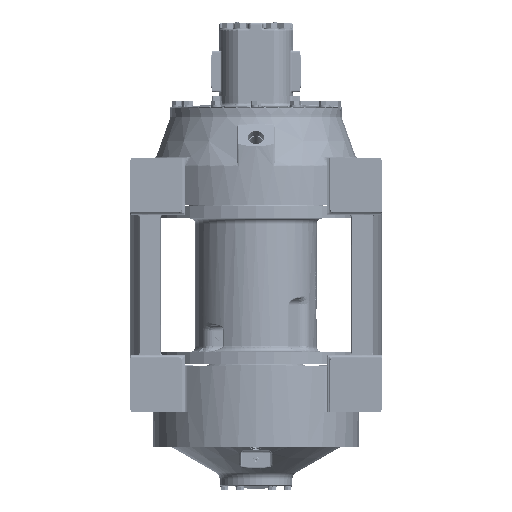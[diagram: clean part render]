
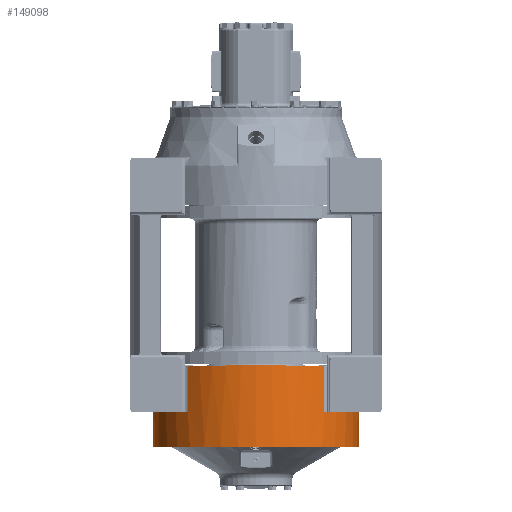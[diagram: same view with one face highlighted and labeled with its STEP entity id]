
A CAD part, front view. The second image highlights one B-rep face of the part: STEP entity #149098.
In plain terms, the highlighted cylindrical face has radius 215.9 mm (diameter 431.799 mm), a partial arc.
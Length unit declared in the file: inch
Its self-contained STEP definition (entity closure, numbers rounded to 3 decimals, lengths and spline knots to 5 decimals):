
#147979=CARTESIAN_POINT('',(0.,0.,-27.43));
#147980=DIRECTION('',(0.,0.,-1.));
#147981=DIRECTION('',(1.,0.,0.));
#147982=AXIS2_PLACEMENT_3D('',#147979,#147980,#147981);
#148030=DIRECTION('',(0.,0.,-1.));
#148031=VECTOR('',#148030,2.915);
#148032=CARTESIAN_POINT('',(-8.49999,0.,-24.515));
#148033=LINE('',#148032,#148031);
#148034=DIRECTION('',(0.,0.,-1.));
#148035=VECTOR('',#148034,3.75);
#148036=CARTESIAN_POINT('',(-5.6222,-6.375,-20.765));
#148037=LINE('',#148036,#148035);
#148038=DIRECTION('',(0.,0.,-1.));
#148039=VECTOR('',#148038,0.125);
#148040=CARTESIAN_POINT('',(-2.5,-8.12403,-20.64));
#148041=LINE('',#148040,#148039);
#148042=DIRECTION('',(0.,0.,1.));
#148043=VECTOR('',#148042,0.125);
#148044=CARTESIAN_POINT('',(2.5,-8.12403,-20.765));
#148045=LINE('',#148044,#148043);
#148046=DIRECTION('',(0.,0.,1.));
#148047=VECTOR('',#148046,3.75);
#148048=CARTESIAN_POINT('',(5.6222,-6.375,-24.515));
#148049=LINE('',#148048,#148047);
#148050=DIRECTION('',(0.,0.,1.));
#148051=VECTOR('',#148050,2.915);
#148052=CARTESIAN_POINT('',(8.49999,0.,-27.43));
#148053=LINE('',#148052,#148051);
#148071=CARTESIAN_POINT('',(0.,0.,-24.515));
#148072=DIRECTION('',(0.,0.,1.));
#148073=DIRECTION('',(-1.,0.,0.));
#148074=AXIS2_PLACEMENT_3D('',#148071,#148072,#148073);
#148182=CARTESIAN_POINT('',(0.,0.,-20.765));
#148183=DIRECTION('',(0.,0.,1.));
#148184=DIRECTION('',(-0.661,-0.75,0.));
#148185=AXIS2_PLACEMENT_3D('',#148182,#148183,#148184);
#148329=CARTESIAN_POINT('',(0.,0.,-20.765));
#148330=DIRECTION('',(0.,0.,1.));
#148331=DIRECTION('',(0.294,-0.956,0.));
#148332=AXIS2_PLACEMENT_3D('',#148329,#148330,#148331);
#148448=CARTESIAN_POINT('',(0.,0.,-24.515));
#148449=DIRECTION('',(0.,0.,1.));
#148450=DIRECTION('',(0.661,-0.75,0.));
#148451=AXIS2_PLACEMENT_3D('',#148448,#148449,#148450);
#148482=CARTESIAN_POINT('',(0.,0.,-20.64));
#148483=DIRECTION('',(0.,0.,1.));
#148484=DIRECTION('',(-0.294,-0.956,0.));
#148485=AXIS2_PLACEMENT_3D('',#148482,#148483,#148484);
#148669=CARTESIAN_POINT('',(5.6222,-6.375,-20.765));
#148670=VERTEX_POINT('',#148669);
#148681=CARTESIAN_POINT('',(2.5,-8.12403,-20.765));
#148682=VERTEX_POINT('',#148681);
#148699=CARTESIAN_POINT('',(-8.49999,0.,-27.43));
#148700=CARTESIAN_POINT('',(8.49999,0.,-27.43));
#148701=VERTEX_POINT('',#148699);
#148702=VERTEX_POINT('',#148700);
#148703=CARTESIAN_POINT('',(5.6222,-6.375,-24.515));
#148704=VERTEX_POINT('',#148703);
#148705=CARTESIAN_POINT('',(8.49999,0.,-24.515));
#148706=VERTEX_POINT('',#148705);
#148713=CARTESIAN_POINT('',(-2.5,-8.12403,-20.765));
#148714=VERTEX_POINT('',#148713);
#148715=CARTESIAN_POINT('',(-2.5,-8.12403,-20.64));
#148716=VERTEX_POINT('',#148715);
#148717=CARTESIAN_POINT('',(-8.49999,0.,-24.515));
#148718=VERTEX_POINT('',#148717);
#148734=CARTESIAN_POINT('',(2.5,-8.12403,-20.64));
#148735=VERTEX_POINT('',#148734);
#148741=CARTESIAN_POINT('',(-5.6222,-6.375,-20.765));
#148743=VERTEX_POINT('',#148741);
#148750=CARTESIAN_POINT('',(-5.6222,-6.375,-24.515));
#148751=VERTEX_POINT('',#148750);
#149070=CARTESIAN_POINT('',(0.,0.,-21.));
#149071=DIRECTION('',(0.,0.,1.));
#149072=DIRECTION('',(1.,0.,0.));
#149073=AXIS2_PLACEMENT_3D('',#149070,#149071,#149072);
#149074=CYLINDRICAL_SURFACE('',#149073,8.49999);
#149075=ORIENTED_EDGE('',*,*,#149002,.T.);
#149076=ORIENTED_EDGE('',*,*,#149023,.F.);
#149078=ORIENTED_EDGE('',*,*,#149077,.T.);
#149080=ORIENTED_EDGE('',*,*,#149079,.F.);
#149082=ORIENTED_EDGE('',*,*,#149081,.T.);
#149084=ORIENTED_EDGE('',*,*,#149083,.F.);
#149086=ORIENTED_EDGE('',*,*,#149085,.T.);
#149088=ORIENTED_EDGE('',*,*,#149087,.F.);
#149090=ORIENTED_EDGE('',*,*,#149089,.T.);
#149092=ORIENTED_EDGE('',*,*,#149091,.F.);
#149094=ORIENTED_EDGE('',*,*,#149093,.T.);
#149095=ORIENTED_EDGE('',*,*,#149026,.F.);
#149096=EDGE_LOOP('',(#149075,#149076,#149078,#149080,#149082,#149084,#149086,
#149088,#149090,#149092,#149094,#149095));
#149097=FACE_OUTER_BOUND('',#149096,.F.);
#147983=CIRCLE('',#147982,8.49999);
#148075=CIRCLE('',#148074,8.49999);
#148186=CIRCLE('',#148185,8.49999);
#148333=CIRCLE('',#148332,8.49999);
#148452=CIRCLE('',#148451,8.49999);
#148486=CIRCLE('',#148485,8.49999);
#149002=EDGE_CURVE('',#148702,#148701,#147983,.T.);
#149023=EDGE_CURVE('',#148718,#148701,#148033,.T.);
#149026=EDGE_CURVE('',#148702,#148706,#148053,.T.);
#149077=EDGE_CURVE('',#148718,#148751,#148075,.T.);
#149079=EDGE_CURVE('',#148743,#148751,#148037,.T.);
#149081=EDGE_CURVE('',#148743,#148714,#148186,.T.);
#149083=EDGE_CURVE('',#148716,#148714,#148041,.T.);
#149085=EDGE_CURVE('',#148716,#148735,#148486,.T.);
#149087=EDGE_CURVE('',#148682,#148735,#148045,.T.);
#149089=EDGE_CURVE('',#148682,#148670,#148333,.T.);
#149091=EDGE_CURVE('',#148704,#148670,#148049,.T.);
#149093=EDGE_CURVE('',#148704,#148706,#148452,.T.);
#149098=ADVANCED_FACE('',(#149097),#149074,.T.);
